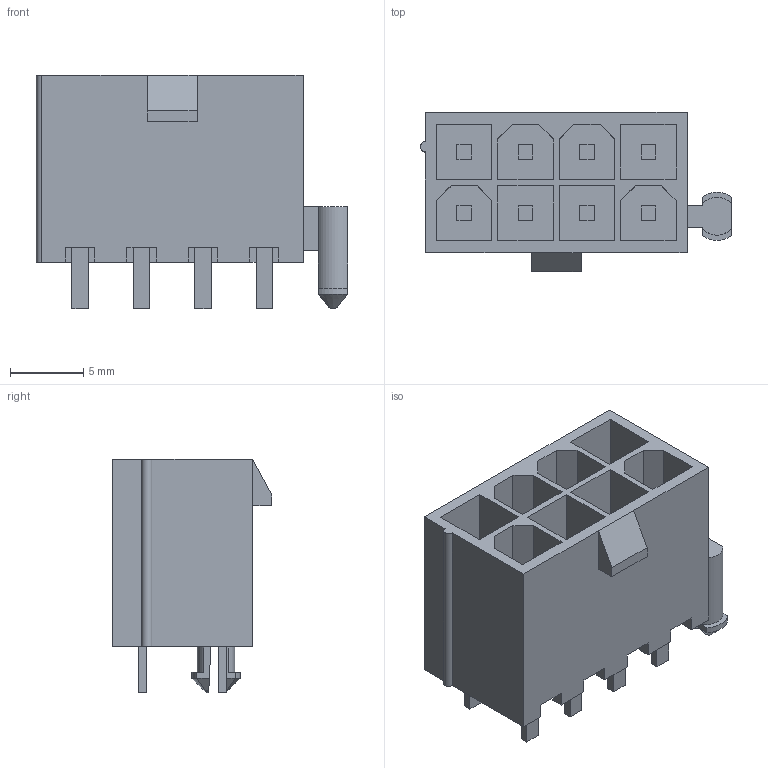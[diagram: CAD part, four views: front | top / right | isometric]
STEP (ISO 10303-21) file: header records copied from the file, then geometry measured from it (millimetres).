
FILE_DESCRIPTION((''),'2;1');
FILE_NAME('C-3-1775099-2','2018-09-25T',('workeradm'),('TE Connectivity Ltd.'),'CREO PARAMETRIC BY PTC INC, 2016050','CREO PARAMETRIC BY PTC INC, 2016050','');
FILE_SCHEMA(('AUTOMOTIVE_DESIGN { 1 0 10303 214 1 1 1 1 }'));
Length unit declared in the file: millimetre
Products named in the file (1): C-3-1775099-2
Bounding box: 21.3 x 10.9 x 16 mm (x, y, z)
Volume: 1174.4 mm3; surface area: 2549.7 mm2
Topology: 1 solids, 1 shells, 210 faces, 541 edges, 358 vertices
Faces by surface type: plane 198, cylinder 10, cone 2
Entity records: 6339 total; most frequent: CARTESIAN_POINT 1175, ORIENTED_EDGE 1082, DIRECTION 963, EDGE_CURVE 541, VECTOR 515, LINE 515, VERTEX_POINT 358, EDGE_LOOP 235
